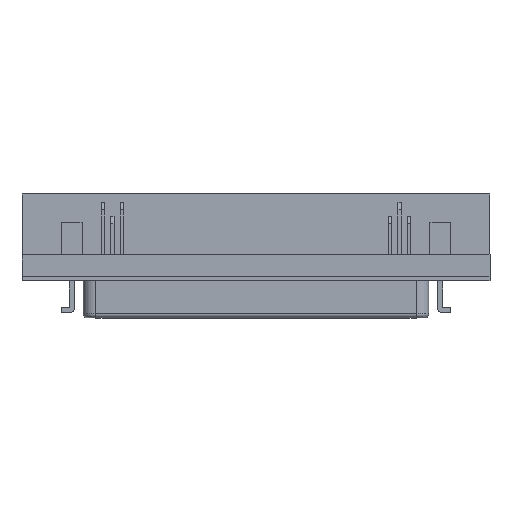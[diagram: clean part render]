
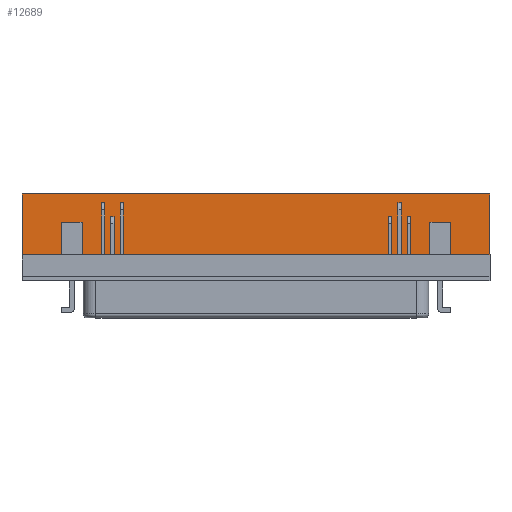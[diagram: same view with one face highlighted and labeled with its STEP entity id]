
A CAD part, top view. The second image highlights one B-rep face of the part: STEP entity #12689.
In plain terms, the highlighted planar face has unit normal (0, 0, 1).
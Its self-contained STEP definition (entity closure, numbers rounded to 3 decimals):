
#1153=FACE_OUTER_BOUND('',#1967,.T.);
#1967=EDGE_LOOP('',(#10915,#10916,#10917,#10918));
#3437=LINE('',#20335,#4993);
#3440=LINE('',#20341,#4996);
#3443=LINE('',#20347,#4999);
#3446=LINE('',#20351,#5002);
#4993=VECTOR('',#16802,64.16);
#4996=VECTOR('',#16807,8.35);
#4999=VECTOR('',#16812,64.16);
#5002=VECTOR('',#16817,8.35);
#6145=VERTEX_POINT('',#20332);
#6146=VERTEX_POINT('',#20334);
#6148=VERTEX_POINT('',#20340);
#6150=VERTEX_POINT('',#20346);
#7749=EDGE_CURVE('',#6146,#6145,#3437,.T.);
#7752=EDGE_CURVE('',#6148,#6146,#3440,.T.);
#7755=EDGE_CURVE('',#6150,#6148,#3443,.T.);
#7758=EDGE_CURVE('',#6145,#6150,#3446,.T.);
#10915=ORIENTED_EDGE('',*,*,#7758,.T.);
#10916=ORIENTED_EDGE('',*,*,#7755,.T.);
#10917=ORIENTED_EDGE('',*,*,#7752,.T.);
#10918=ORIENTED_EDGE('',*,*,#7749,.T.);
#11900=PLANE('',#13694);
#12689=ADVANCED_FACE('',(#1153),#11900,.T.);
#13694=AXIS2_PLACEMENT_3D('',#20352,#16818,#16819);
#16802=DIRECTION('',(-1.,0.,0.));
#16807=DIRECTION('',(0.,1.,0.));
#16812=DIRECTION('',(1.,0.,0.));
#16817=DIRECTION('',(0.,-1.,0.));
#16818=DIRECTION('center_axis',(0.,0.,1.));
#16819=DIRECTION('ref_axis',(1.,0.,0.));
#20332=CARTESIAN_POINT('',(-32.08,4.243,2.8));
#20334=CARTESIAN_POINT('',(32.08,4.243,2.8));
#20335=CARTESIAN_POINT('',(32.08,4.243,2.8));
#20340=CARTESIAN_POINT('',(32.08,-4.108,2.8));
#20341=CARTESIAN_POINT('',(32.08,-4.108,2.8));
#20346=CARTESIAN_POINT('',(-32.08,-4.108,2.8));
#20347=CARTESIAN_POINT('',(-32.08,-4.108,2.8));
#20351=CARTESIAN_POINT('',(-32.08,4.243,2.8));
#20352=CARTESIAN_POINT('Origin',(0.,0.067,
2.8));
